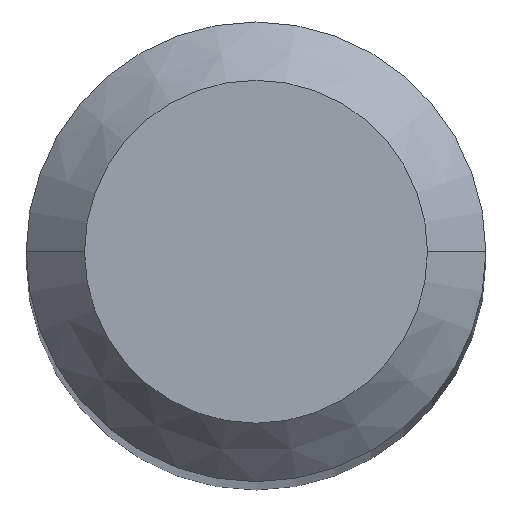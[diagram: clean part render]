
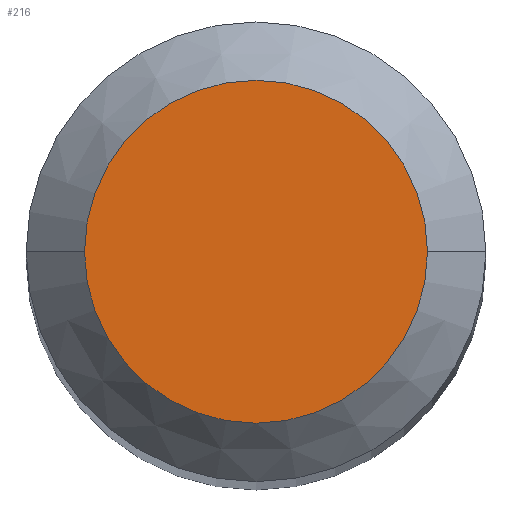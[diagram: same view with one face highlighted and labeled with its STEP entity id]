
A CAD part, top view. The second image highlights one B-rep face of the part: STEP entity #216.
In plain terms, the highlighted planar face has unit normal (0, 0, 1).
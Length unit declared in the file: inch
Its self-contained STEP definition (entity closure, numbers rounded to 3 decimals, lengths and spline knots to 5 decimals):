
#37 = CIRCLE ( 'NONE', #131, 0.04405 ) ;
#43 = DIRECTION ( 'NONE',  ( 0., 0., 1. ) ) ;
#63 = CARTESIAN_POINT ( 'NONE',  ( 0., 0., 1.49606 ) ) ;
#67 = PLANE ( 'NONE',  #191 ) ;
#69 = DIRECTION ( 'NONE',  ( 1., 0., 0. ) ) ;
#89 = FACE_OUTER_BOUND ( 'NONE', #148, .T. ) ;
#92 = DIRECTION ( 'NONE',  ( 0., 0., 1. ) ) ;
#95 = DIRECTION ( 'NONE',  ( 1., 0., 0. ) ) ;
#101 = ORIENTED_EDGE ( 'NONE', *, *, #242, .T. ) ;
#119 = CARTESIAN_POINT ( 'NONE',  ( -0.04405, 0., 1.49606 ) ) ;
#130 = VERTEX_POINT ( 'NONE', #209 ) ;
#131 = AXIS2_PLACEMENT_3D ( 'NONE', #63, #43, #162 ) ;
#148 = EDGE_LOOP ( 'NONE', ( #101, #201 ) ) ;
#162 = DIRECTION ( 'NONE',  ( 1., 0., 0. ) ) ;
#166 = CARTESIAN_POINT ( 'NONE',  ( 0., 0., 1.49606 ) ) ;
#167 = EDGE_CURVE ( 'NONE', #130, #171, #37, .T. ) ;
#171 = VERTEX_POINT ( 'NONE', #119 ) ;
#191 = AXIS2_PLACEMENT_3D ( 'NONE', #166, #92, #69 ) ;
#201 = ORIENTED_EDGE ( 'NONE', *, *, #167, .T. ) ;
#209 = CARTESIAN_POINT ( 'NONE',  ( 0.04405, 0., 1.49606 ) ) ;
#210 = CIRCLE ( 'NONE', #235, 0.04405 ) ;
#216 = ADVANCED_FACE ( 'NONE', ( #89 ), #67, .T. ) ;
#235 = AXIS2_PLACEMENT_3D ( 'NONE', #300, #276, #95 ) ;
#242 = EDGE_CURVE ( 'NONE', #171, #130, #210, .T. ) ;
#276 = DIRECTION ( 'NONE',  ( 0., 0., 1. ) ) ;
#300 = CARTESIAN_POINT ( 'NONE',  ( 0., 0., 1.49606 ) ) ;
